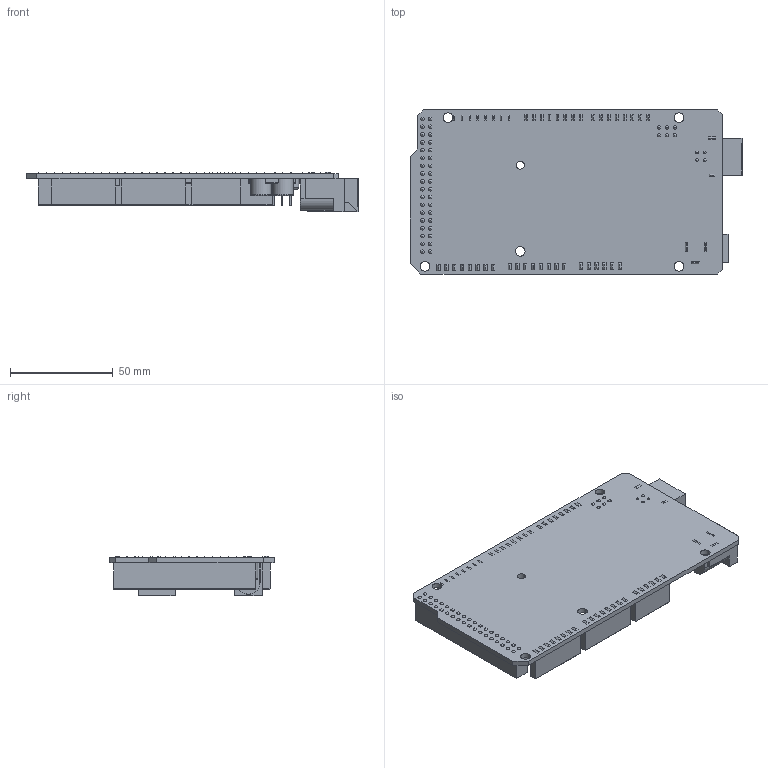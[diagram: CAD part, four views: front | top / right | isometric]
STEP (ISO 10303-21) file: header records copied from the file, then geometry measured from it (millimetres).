
FILE_DESCRIPTION (( 'STEP AP203' ), '1' );
FILE_NAME ('Arduino Mega 2560.STEP_Default_sldprt.STEP', '2022-06-04T22:40:20', ( '' ), ( '' ), 'SwSTEP 2.0', 'SolidWorks 2021', '' );
FILE_SCHEMA (( 'CONFIG_CONTROL_DESIGN' ));
Length unit declared in the file: metre
Products named in the file (1): Arduino Mega 2560.STEP_Default_sldprt
Bounding box: 161.93 x 80.12 x 19.43 mm (x, y, z)
Volume: 55956.1 mm3; surface area: 43729.4 mm2
Topology: 1 solids, 1 shells, 1853 faces, 4168 edges, 2544 vertices
Faces by surface type: plane 1474, cylinder 269, cone 92, torus 14, sphere 4
Entity records: 49854 total; most frequent: CARTESIAN_POINT 9300, ORIENTED_EDGE 8288, DIRECTION 7883, EDGE_CURVE 4144, LINE 3641, VECTOR 3641, VERTEX_POINT 2544, AXIS2_PLACEMENT_3D 2121
